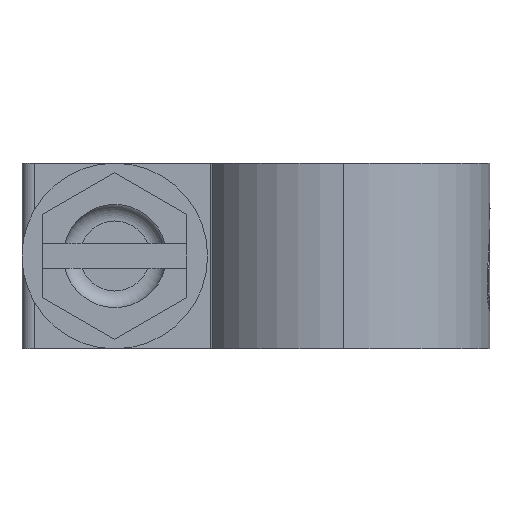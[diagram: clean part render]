
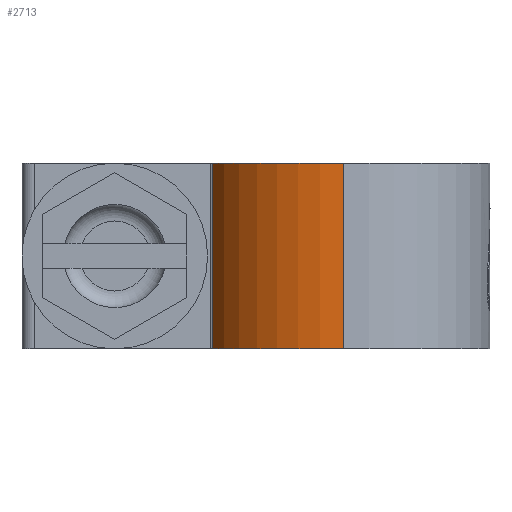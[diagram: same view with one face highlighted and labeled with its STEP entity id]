
A CAD part, left-side view. The second image highlights one B-rep face of the part: STEP entity #2713.
In plain terms, the highlighted cylindrical face has radius 7.1 mm (diameter 14.2 mm), a partial arc.
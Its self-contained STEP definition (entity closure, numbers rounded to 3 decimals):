
#205 = CARTESIAN_POINT ( 'NONE',  ( -7.1, 0., -4.5 ) ) ;
#467 = DIRECTION ( 'NONE',  ( -1., 0., 0. ) ) ;
#829 = CARTESIAN_POINT ( 'NONE',  ( -3.165, 6.355, 4.5 ) ) ;
#986 = AXIS2_PLACEMENT_3D ( 'NONE', #3110, #5234, #467 ) ;
#1066 = AXIS2_PLACEMENT_3D ( 'NONE', #4125, #1450, #1582 ) ;
#1221 = CARTESIAN_POINT ( 'NONE',  ( -7.1, 0., 4.5 ) ) ;
#1285 = CIRCLE ( 'NONE', #1066, 7.1 ) ;
#1450 = DIRECTION ( 'NONE',  ( 0., 0., -1. ) ) ;
#1473 = EDGE_CURVE ( 'NONE', #2311, #3118, #1285, .T. ) ;
#1474 = VERTEX_POINT ( 'NONE', #5135 ) ;
#1582 = DIRECTION ( 'NONE',  ( 1., 0., 0. ) ) ;
#1877 = CARTESIAN_POINT ( 'NONE',  ( -3.165, 6.355, 4.5 ) ) ;
#2199 = CYLINDRICAL_SURFACE ( 'NONE', #986, 7.1 ) ;
#2311 = VERTEX_POINT ( 'NONE', #1221 ) ;
#2326 = CARTESIAN_POINT ( 'NONE',  ( 0., 0., -4.5 ) ) ;
#2418 = DIRECTION ( 'NONE',  ( 0., 0., -1. ) ) ;
#2713 = ADVANCED_FACE ( 'NONE', ( #5756 ), #2199, .T. ) ;
#3056 = DIRECTION ( 'NONE',  ( 0., 0., -1. ) ) ;
#3110 = CARTESIAN_POINT ( 'NONE',  ( 0., 0., 4.5 ) ) ;
#3118 = VERTEX_POINT ( 'NONE', #1877 ) ;
#3123 = EDGE_LOOP ( 'NONE', ( #5759, #5226, #4496, #3599 ) ) ;
#3138 = VECTOR ( 'NONE', #5669, 1000. ) ;
#3142 = VECTOR ( 'NONE', #2418, 1000. ) ;
#3599 = ORIENTED_EDGE ( 'NONE', *, *, #4696, .F. ) ;
#3865 = CIRCLE ( 'NONE', #4751, 7.1 ) ;
#4125 = CARTESIAN_POINT ( 'NONE',  ( 0., 0., 4.5 ) ) ;
#4496 = ORIENTED_EDGE ( 'NONE', *, *, #6768, .T. ) ;
#4684 = VERTEX_POINT ( 'NONE', #205 ) ;
#4696 = EDGE_CURVE ( 'NONE', #4684, #1474, #3865, .T. ) ;
#4751 = AXIS2_PLACEMENT_3D ( 'NONE', #2326, #3056, #5225 ) ;
#5091 = LINE ( 'NONE', #6195, #3138 ) ;
#5135 = CARTESIAN_POINT ( 'NONE',  ( -3.165, 6.355, -4.5 ) ) ;
#5225 = DIRECTION ( 'NONE',  ( 1., 0., 0. ) ) ;
#5226 = ORIENTED_EDGE ( 'NONE', *, *, #1473, .T. ) ;
#5234 = DIRECTION ( 'NONE',  ( 0., 0., -1. ) ) ;
#5589 = LINE ( 'NONE', #829, #3142 ) ;
#5669 = DIRECTION ( 'NONE',  ( 0., 0., -1. ) ) ;
#5756 = FACE_OUTER_BOUND ( 'NONE', #3123, .T. ) ;
#5759 = ORIENTED_EDGE ( 'NONE', *, *, #6182, .F. ) ;
#6182 = EDGE_CURVE ( 'NONE', #2311, #4684, #5091, .T. ) ;
#6195 = CARTESIAN_POINT ( 'NONE',  ( -7.1, 0., 4.5 ) ) ;
#6768 = EDGE_CURVE ( 'NONE', #3118, #1474, #5589, .T. ) ;
